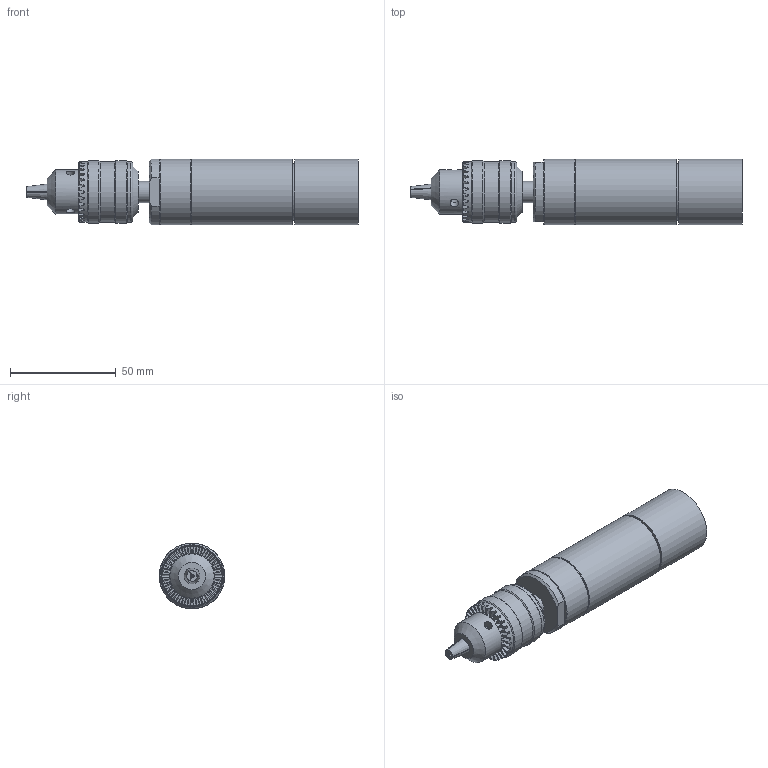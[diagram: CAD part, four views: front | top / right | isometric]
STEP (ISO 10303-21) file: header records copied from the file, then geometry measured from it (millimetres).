
FILE_DESCRIPTION(/* description */ (''),/* implementation_level */ '2;1');
FILE_NAME(/* name */ 'EBM 12-5000 B_60058767.stp',/* time_stamp */ '2019-05-08T14:52:27+02:00',/* author */ ('flambert'),/* organization */ (''),/* preprocessor_version */ 'ST-DEVELOPER v17',/* originating_system */ 'Autodesk Inventor 2018',/* authorisation */ '');
FILE_SCHEMA (('AUTOMOTIVE_DESIGN { 1 0 10303 214 3 1 1 }'));
Length unit declared in the file: millimetre
Products named in the file (1): EBM 12-5000 B_60058767
Bounding box: 157 x 31 x 31 mm (x, y, z)
Volume: 94168.1 mm3; surface area: 19188.2 mm2
Topology: 1 solids, 2 shells, 346 faces, 955 edges, 634 vertices
Faces by surface type: plane 223, cylinder 57, cone 57, bspline 7, torus 2
Full cylindrical faces by diameter (mm): 1 x1, 1.5 x1, 4 x4, 4.134 x1, 6.9 x1, 8.566 x3, 10 x1, 10.5 x1, 21 x1, 26.789 x2, 28.5 x3, 29.3 x1, 29.5 x2, 31 x3
Entity records: 12006 total; most frequent: CARTESIAN_POINT 2827, ORIENTED_EDGE 1900, DIRECTION 1813, EDGE_CURVE 950, AXIS2_PLACEMENT_3D 659, VERTEX_POINT 634, LINE 495, VECTOR 495
